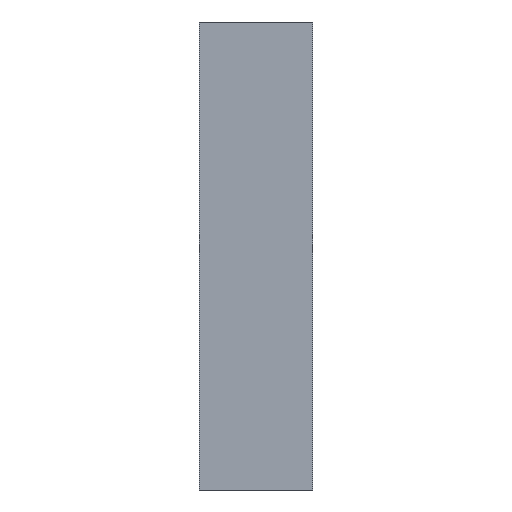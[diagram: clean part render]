
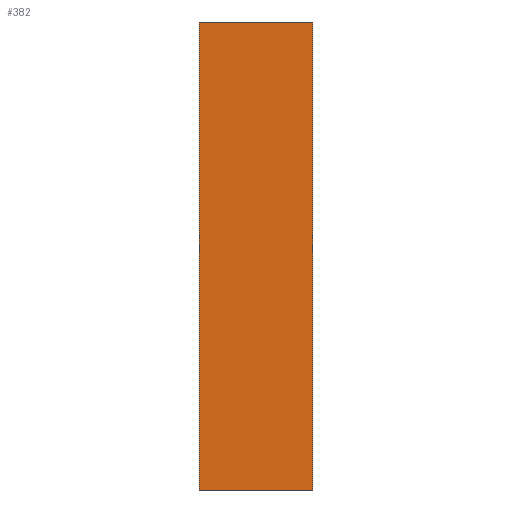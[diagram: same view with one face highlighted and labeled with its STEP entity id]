
A CAD part, left-side view. The second image highlights one B-rep face of the part: STEP entity #382.
In plain terms, the highlighted planar face has unit normal (-1, 0, 0).
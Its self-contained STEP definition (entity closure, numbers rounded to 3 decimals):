
#1 = CARTESIAN_POINT ( 'NONE',  ( 0., -13., 53.8 ) ) ;
#23 = LINE ( 'NONE', #910, #715 ) ;
#94 = VECTOR ( 'NONE', #862, 1000. ) ;
#117 = VERTEX_POINT ( 'NONE', #725 ) ;
#143 = LINE ( 'NONE', #534, #819 ) ;
#172 = PLANE ( 'NONE',  #219 ) ;
#209 = FACE_OUTER_BOUND ( 'NONE', #578, .T. ) ;
#210 = ORIENTED_EDGE ( 'NONE', *, *, #561, .T. ) ;
#219 = AXIS2_PLACEMENT_3D ( 'NONE', #845, #764, #258 ) ;
#258 = DIRECTION ( 'NONE',  ( 0., 1., 0. ) ) ;
#278 = VECTOR ( 'NONE', #308, 1000. ) ;
#290 = VERTEX_POINT ( 'NONE', #1 ) ;
#308 = DIRECTION ( 'NONE',  ( 0., 0., -1. ) ) ;
#375 = DIRECTION ( 'NONE',  ( 0., -1., 0. ) ) ;
#382 = ADVANCED_FACE ( 'NONE', ( #209 ), #172, .F. ) ;
#450 = CARTESIAN_POINT ( 'NONE',  ( 0., 0., 53.8 ) ) ;
#481 = EDGE_CURVE ( 'NONE', #512, #290, #712, .T. ) ;
#503 = DIRECTION ( 'NONE',  ( 0., 0., -1. ) ) ;
#512 = VERTEX_POINT ( 'NONE', #864 ) ;
#534 = CARTESIAN_POINT ( 'NONE',  ( 0., 0., 0. ) ) ;
#535 = CARTESIAN_POINT ( 'NONE',  ( 0., -13., 0. ) ) ;
#559 = CARTESIAN_POINT ( 'NONE',  ( 0., 0., 11.8 ) ) ;
#561 = EDGE_CURVE ( 'NONE', #117, #591, #143, .T. ) ;
#578 = EDGE_LOOP ( 'NONE', ( #210, #1038, #1021, #902 ) ) ;
#591 = VERTEX_POINT ( 'NONE', #535 ) ;
#712 = LINE ( 'NONE', #450, #94 ) ;
#715 = VECTOR ( 'NONE', #503, 1000. ) ;
#725 = CARTESIAN_POINT ( 'NONE',  ( 0., 0., 0. ) ) ;
#726 = EDGE_CURVE ( 'NONE', #512, #117, #941, .T. ) ;
#764 = DIRECTION ( 'NONE',  ( 1., 0., 0. ) ) ;
#819 = VECTOR ( 'NONE', #375, 1000. ) ;
#845 = CARTESIAN_POINT ( 'NONE',  ( 0., 0., 11.8 ) ) ;
#862 = DIRECTION ( 'NONE',  ( 0., -1., 0. ) ) ;
#864 = CARTESIAN_POINT ( 'NONE',  ( 0., 0., 53.8 ) ) ;
#902 = ORIENTED_EDGE ( 'NONE', *, *, #726, .T. ) ;
#910 = CARTESIAN_POINT ( 'NONE',  ( 0., -13., 11.8 ) ) ;
#941 = LINE ( 'NONE', #559, #278 ) ;
#943 = EDGE_CURVE ( 'NONE', #290, #591, #23, .T. ) ;
#1021 = ORIENTED_EDGE ( 'NONE', *, *, #481, .F. ) ;
#1038 = ORIENTED_EDGE ( 'NONE', *, *, #943, .F. ) ;
